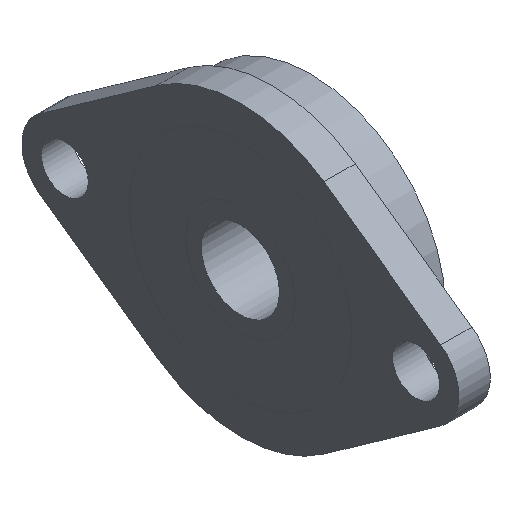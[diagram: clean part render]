
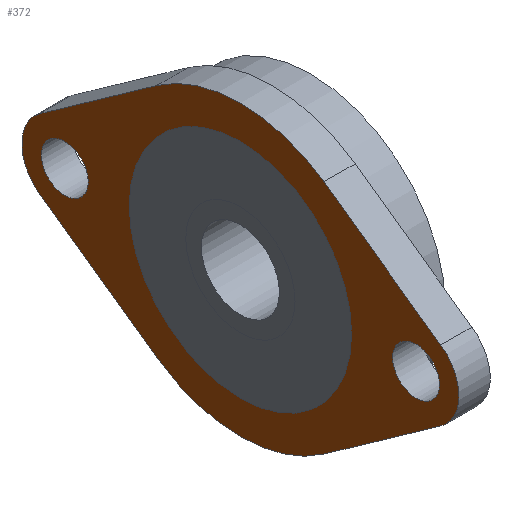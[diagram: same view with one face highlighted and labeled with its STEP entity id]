
A CAD part, isometric view. The second image highlights one B-rep face of the part: STEP entity #372.
In plain terms, the highlighted planar face has unit normal (-1, 0, 0).
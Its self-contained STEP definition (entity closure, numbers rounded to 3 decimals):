
#23=FACE_BOUND('',#83,.T.);
#24=FACE_BOUND('',#84,.T.);
#25=FACE_BOUND('',#85,.T.);
#36=PLANE('',#427);
#55=FACE_OUTER_BOUND('',#82,.T.);
#82=EDGE_LOOP('',(#311,#312,#313,#314,#315,#316,#317,#318));
#83=EDGE_LOOP('',(#319));
#84=EDGE_LOOP('',(#320));
#85=EDGE_LOOP('',(#321));
#102=LINE('',#593,#126);
#107=LINE('',#607,#131);
#111=LINE('',#619,#135);
#115=LINE('',#631,#139);
#126=VECTOR('',#478,10.);
#131=VECTOR('',#491,10.);
#135=VECTOR('',#503,10.);
#139=VECTOR('',#515,10.);
#149=CIRCLE('',#402,14.25);
#151=CIRCLE('',#406,3.);
#153=CIRCLE('',#409,3.);
#154=CIRCLE('',#412,18.5);
#156=CIRCLE('',#416,5.5);
#158=CIRCLE('',#420,18.5);
#160=CIRCLE('',#424,5.5);
#173=VERTEX_POINT('',#574);
#175=VERTEX_POINT('',#581);
#177=VERTEX_POINT('',#587);
#178=VERTEX_POINT('',#591);
#179=VERTEX_POINT('',#592);
#182=VERTEX_POINT('',#600);
#184=VERTEX_POINT('',#606);
#186=VERTEX_POINT('',#612);
#188=VERTEX_POINT('',#618);
#190=VERTEX_POINT('',#624);
#192=VERTEX_POINT('',#630);
#207=EDGE_CURVE('',#173,#173,#149,.T.);
#210=EDGE_CURVE('',#175,#175,#151,.T.);
#213=EDGE_CURVE('',#177,#177,#153,.T.);
#214=EDGE_CURVE('',#178,#179,#102,.T.);
#218=EDGE_CURVE('',#182,#179,#154,.T.);
#221=EDGE_CURVE('',#184,#182,#107,.T.);
#224=EDGE_CURVE('',#186,#184,#156,.T.);
#227=EDGE_CURVE('',#186,#188,#111,.T.);
#230=EDGE_CURVE('',#190,#188,#158,.T.);
#233=EDGE_CURVE('',#192,#190,#115,.T.);
#236=EDGE_CURVE('',#178,#192,#160,.T.);
#311=ORIENTED_EDGE('',*,*,#236,.F.);
#312=ORIENTED_EDGE('',*,*,#214,.T.);
#313=ORIENTED_EDGE('',*,*,#218,.F.);
#314=ORIENTED_EDGE('',*,*,#221,.F.);
#315=ORIENTED_EDGE('',*,*,#224,.F.);
#316=ORIENTED_EDGE('',*,*,#227,.T.);
#317=ORIENTED_EDGE('',*,*,#230,.F.);
#318=ORIENTED_EDGE('',*,*,#233,.F.);
#319=ORIENTED_EDGE('',*,*,#207,.F.);
#320=ORIENTED_EDGE('',*,*,#213,.F.);
#321=ORIENTED_EDGE('',*,*,#210,.F.);
#372=ADVANCED_FACE('',(#55,#23,#24,#25),#36,.F.);
#402=AXIS2_PLACEMENT_3D('',#576,#458,#459);
#406=AXIS2_PLACEMENT_3D('',#583,#467,#468);
#409=AXIS2_PLACEMENT_3D('',#589,#474,#475);
#412=AXIS2_PLACEMENT_3D('',#601,#484,#485);
#416=AXIS2_PLACEMENT_3D('',#613,#496,#497);
#420=AXIS2_PLACEMENT_3D('',#625,#508,#509);
#424=AXIS2_PLACEMENT_3D('',#636,#520,#521);
#427=AXIS2_PLACEMENT_3D('',#639,#526,#527);
#458=DIRECTION('center_axis',(-1.,0.,0.));
#459=DIRECTION('ref_axis',(0.,1.,0.));
#467=DIRECTION('center_axis',(-1.,0.,0.));
#468=DIRECTION('ref_axis',(0.,1.,0.));
#474=DIRECTION('center_axis',(-1.,0.,0.));
#475=DIRECTION('ref_axis',(0.,1.,0.));
#478=DIRECTION('',(0.,0.816,0.578));
#484=DIRECTION('center_axis',(1.,0.,0.));
#485=DIRECTION('ref_axis',(0.,0.578,0.816));
#491=DIRECTION('',(0.,-0.816,0.578));
#496=DIRECTION('center_axis',(1.,0.,0.));
#497=DIRECTION('ref_axis',(0.,0.578,-0.816));
#503=DIRECTION('',(0.,-0.816,-0.578));
#508=DIRECTION('center_axis',(1.,0.,0.));
#509=DIRECTION('ref_axis',(0.,-0.578,-0.816));
#515=DIRECTION('',(0.,0.816,-0.578));
#520=DIRECTION('center_axis',(1.,0.,0.));
#521=DIRECTION('ref_axis',(0.,-0.578,0.816));
#526=DIRECTION('center_axis',(1.,0.,0.));
#527=DIRECTION('ref_axis',(0.,1.,0.));
#574=CARTESIAN_POINT('',(0.,-14.25,0.));
#576=CARTESIAN_POINT('Origin',(0.,0.,0.));
#581=CARTESIAN_POINT('',(0.,-25.5,0.));
#583=CARTESIAN_POINT('Origin',(0.,-22.5,0.));
#587=CARTESIAN_POINT('',(0.,19.5,0.));
#589=CARTESIAN_POINT('Origin',(0.,22.5,0.));
#591=CARTESIAN_POINT('',(0.,-25.678,4.489));
#592=CARTESIAN_POINT('',(0.,-10.689,15.1));
#593=CARTESIAN_POINT('',(0.,-25.678,4.489));
#600=CARTESIAN_POINT('',(0.,10.689,15.1));
#601=CARTESIAN_POINT('Origin',(0.,0.,0.));
#606=CARTESIAN_POINT('',(0.,25.678,4.489));
#607=CARTESIAN_POINT('',(0.,25.678,4.489));
#612=CARTESIAN_POINT('',(0.,25.678,-4.489));
#613=CARTESIAN_POINT('Origin',(0.,22.5,0.));
#618=CARTESIAN_POINT('',(0.,10.689,-15.1));
#619=CARTESIAN_POINT('',(0.,25.678,-4.489));
#624=CARTESIAN_POINT('',(0.,-10.689,-15.1));
#625=CARTESIAN_POINT('Origin',(0.,0.,0.));
#630=CARTESIAN_POINT('',(0.,-25.678,-4.489));
#631=CARTESIAN_POINT('',(0.,-25.678,-4.489));
#636=CARTESIAN_POINT('Origin',(0.,-22.5,0.));
#639=CARTESIAN_POINT('Origin',(0.,0.,0.));
